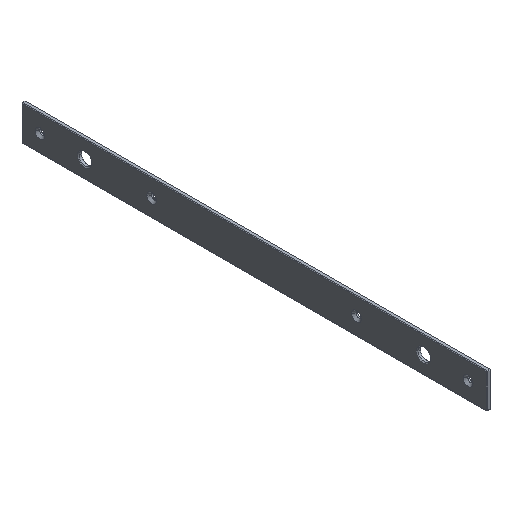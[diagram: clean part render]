
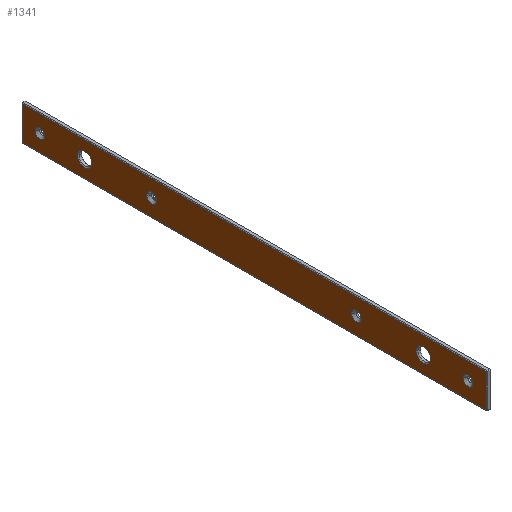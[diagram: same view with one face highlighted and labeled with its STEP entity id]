
A CAD part, isometric view. The second image highlights one B-rep face of the part: STEP entity #1341.
In plain terms, the highlighted planar face has unit normal (-1, 0, 0).
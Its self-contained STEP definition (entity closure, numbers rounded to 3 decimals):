
#133=CARTESIAN_POINT('',(-278.,216.5,-140.));
#134=DIRECTION('',(1.,0.,0.));
#135=DIRECTION('',(0.,-1.,0.));
#136=AXIS2_PLACEMENT_3D('',#133,#134,#135);
#141=CARTESIAN_POINT('',(-278.,216.5,-140.));
#142=DIRECTION('',(1.,0.,0.));
#143=DIRECTION('',(0.,0.,1.));
#144=AXIS2_PLACEMENT_3D('',#141,#142,#143);
#149=CARTESIAN_POINT('',(-278.,216.5,-140.));
#150=DIRECTION('',(1.,0.,0.));
#151=DIRECTION('',(0.,1.,0.));
#152=AXIS2_PLACEMENT_3D('',#149,#150,#151);
#157=CARTESIAN_POINT('',(-278.,216.5,-140.));
#158=DIRECTION('',(1.,0.,0.));
#159=DIRECTION('',(0.,0.,-1.));
#160=AXIS2_PLACEMENT_3D('',#157,#158,#159);
#165=CARTESIAN_POINT('',(-278.,-216.5,-140.));
#166=DIRECTION('',(1.,0.,0.));
#167=DIRECTION('',(0.,-1.,0.));
#168=AXIS2_PLACEMENT_3D('',#165,#166,#167);
#173=CARTESIAN_POINT('',(-278.,-216.5,-140.));
#174=DIRECTION('',(1.,0.,0.));
#175=DIRECTION('',(0.,0.,1.));
#176=AXIS2_PLACEMENT_3D('',#173,#174,#175);
#181=CARTESIAN_POINT('',(-278.,-216.5,-140.));
#182=DIRECTION('',(1.,0.,0.));
#183=DIRECTION('',(0.,1.,0.));
#184=AXIS2_PLACEMENT_3D('',#181,#182,#183);
#189=CARTESIAN_POINT('',(-278.,-216.5,-140.));
#190=DIRECTION('',(1.,0.,0.));
#191=DIRECTION('',(0.,0.,-1.));
#192=AXIS2_PLACEMENT_3D('',#189,#190,#191);
#197=CARTESIAN_POINT('',(-278.,273.5,-140.));
#198=DIRECTION('',(1.,0.,0.));
#199=DIRECTION('',(0.,1.,0.));
#200=AXIS2_PLACEMENT_3D('',#197,#198,#199);
#205=CARTESIAN_POINT('',(-278.,273.5,-140.));
#206=DIRECTION('',(1.,0.,0.));
#207=DIRECTION('',(0.,-1.,0.));
#208=AXIS2_PLACEMENT_3D('',#205,#206,#207);
#213=CARTESIAN_POINT('',(-278.,-273.5,-140.));
#214=DIRECTION('',(1.,0.,0.));
#215=DIRECTION('',(0.,1.,0.));
#216=AXIS2_PLACEMENT_3D('',#213,#214,#215);
#221=CARTESIAN_POINT('',(-278.,-273.5,-140.));
#222=DIRECTION('',(1.,0.,0.));
#223=DIRECTION('',(0.,-1.,0.));
#224=AXIS2_PLACEMENT_3D('',#221,#222,#223);
#229=CARTESIAN_POINT('',(-278.,130.75,-140.));
#230=DIRECTION('',(1.,0.,0.));
#231=DIRECTION('',(0.,1.,0.));
#232=AXIS2_PLACEMENT_3D('',#229,#230,#231);
#237=CARTESIAN_POINT('',(-278.,130.75,-140.));
#238=DIRECTION('',(1.,0.,0.));
#239=DIRECTION('',(0.,-1.,0.));
#240=AXIS2_PLACEMENT_3D('',#237,#238,#239);
#245=CARTESIAN_POINT('',(-278.,-130.75,-140.));
#246=DIRECTION('',(1.,0.,0.));
#247=DIRECTION('',(0.,1.,0.));
#248=AXIS2_PLACEMENT_3D('',#245,#246,#247);
#253=CARTESIAN_POINT('',(-278.,-130.75,-140.));
#254=DIRECTION('',(1.,0.,0.));
#255=DIRECTION('',(0.,-1.,0.));
#256=AXIS2_PLACEMENT_3D('',#253,#254,#255);
#261=DIRECTION('',(0.,0.,-1.));
#262=VECTOR('',#261,43.);
#263=CARTESIAN_POINT('',(-278.,-296.5,-118.5));
#264=LINE('',#263,#262);
#303=DIRECTION('',(0.,1.,0.));
#304=VECTOR('',#303,593.);
#305=CARTESIAN_POINT('',(-278.,-296.5,-161.5));
#306=LINE('',#305,#304);
#345=DIRECTION('',(0.,0.,1.));
#346=VECTOR('',#345,43.);
#347=CARTESIAN_POINT('',(-278.,296.5,-161.5));
#348=LINE('',#347,#346);
#506=DIRECTION('',(0.,-1.,0.));
#507=VECTOR('',#506,593.);
#508=CARTESIAN_POINT('',(-278.,296.5,-118.5));
#509=LINE('',#508,#507);
#1125=CARTESIAN_POINT('',(-278.,-296.5,-118.5));
#1126=VERTEX_POINT('',#1125);
#1129=CARTESIAN_POINT('',(-278.,296.5,-118.5));
#1131=VERTEX_POINT('',#1129);
#1133=CARTESIAN_POINT('',(-278.,-296.5,-161.5));
#1134=VERTEX_POINT('',#1133);
#1141=CARTESIAN_POINT('',(-278.,296.5,-161.5));
#1142=VERTEX_POINT('',#1141);
#1146=CARTESIAN_POINT('',(-278.,-216.5,-131.));
#1148=VERTEX_POINT('',#1146);
#1150=CARTESIAN_POINT('',(-278.,-216.5,-149.));
#1152=VERTEX_POINT('',#1150);
#1153=CARTESIAN_POINT('',(-278.,-207.5,-140.));
#1154=VERTEX_POINT('',#1153);
#1155=CARTESIAN_POINT('',(-278.,-225.5,-140.));
#1156=VERTEX_POINT('',#1155);
#1182=CARTESIAN_POINT('',(-278.,216.5,-131.));
#1184=VERTEX_POINT('',#1182);
#1186=CARTESIAN_POINT('',(-278.,216.5,-149.));
#1188=VERTEX_POINT('',#1186);
#1189=CARTESIAN_POINT('',(-278.,225.5,-140.));
#1190=VERTEX_POINT('',#1189);
#1191=CARTESIAN_POINT('',(-278.,207.5,-140.));
#1192=VERTEX_POINT('',#1191);
#1217=CARTESIAN_POINT('',(-278.,279.8,-140.));
#1218=VERTEX_POINT('',#1217);
#1219=CARTESIAN_POINT('',(-278.,267.2,-140.));
#1220=VERTEX_POINT('',#1219);
#1229=CARTESIAN_POINT('',(-278.,-267.2,-140.));
#1230=VERTEX_POINT('',#1229);
#1231=CARTESIAN_POINT('',(-278.,-279.8,-140.));
#1232=VERTEX_POINT('',#1231);
#1241=CARTESIAN_POINT('',(-278.,137.05,-140.));
#1242=VERTEX_POINT('',#1241);
#1243=CARTESIAN_POINT('',(-278.,124.45,-140.));
#1244=VERTEX_POINT('',#1243);
#1253=CARTESIAN_POINT('',(-278.,-124.45,-140.));
#1254=VERTEX_POINT('',#1253);
#1255=CARTESIAN_POINT('',(-278.,-137.05,-140.));
#1256=VERTEX_POINT('',#1255);
#1284=CARTESIAN_POINT('',(-278.,2.,-6.));
#1285=DIRECTION('',(-1.,0.,0.));
#1286=DIRECTION('',(0.,0.,-1.));
#1287=AXIS2_PLACEMENT_3D('',#1284,#1285,#1286);
#1288=PLANE('',#1287);
#1290=ORIENTED_EDGE('',*,*,#1289,.T.);
#1292=ORIENTED_EDGE('',*,*,#1291,.T.);
#1294=ORIENTED_EDGE('',*,*,#1293,.T.);
#1296=ORIENTED_EDGE('',*,*,#1295,.T.);
#1297=EDGE_LOOP('',(#1290,#1292,#1294,#1296));
#1298=FACE_OUTER_BOUND('',#1297,.F.);
#1300=ORIENTED_EDGE('',*,*,#1299,.F.);
#1302=ORIENTED_EDGE('',*,*,#1301,.F.);
#1304=ORIENTED_EDGE('',*,*,#1303,.F.);
#1306=ORIENTED_EDGE('',*,*,#1305,.F.);
#1307=EDGE_LOOP('',(#1300,#1302,#1304,#1306));
#1308=FACE_BOUND('',#1307,.F.);
#1310=ORIENTED_EDGE('',*,*,#1309,.F.);
#1312=ORIENTED_EDGE('',*,*,#1311,.F.);
#1313=ORIENTED_EDGE('',*,*,#1262,.F.);
#1314=ORIENTED_EDGE('',*,*,#1272,.F.);
#1315=EDGE_LOOP('',(#1310,#1312,#1313,#1314));
#1316=FACE_BOUND('',#1315,.F.);
#1318=ORIENTED_EDGE('',*,*,#1317,.F.);
#1320=ORIENTED_EDGE('',*,*,#1319,.F.);
#1321=EDGE_LOOP('',(#1318,#1320));
#1322=FACE_BOUND('',#1321,.F.);
#1324=ORIENTED_EDGE('',*,*,#1323,.F.);
#1326=ORIENTED_EDGE('',*,*,#1325,.F.);
#1327=EDGE_LOOP('',(#1324,#1326));
#1328=FACE_BOUND('',#1327,.F.);
#1330=ORIENTED_EDGE('',*,*,#1329,.F.);
#1332=ORIENTED_EDGE('',*,*,#1331,.F.);
#1333=EDGE_LOOP('',(#1330,#1332));
#1334=FACE_BOUND('',#1333,.F.);
#1336=ORIENTED_EDGE('',*,*,#1335,.F.);
#1338=ORIENTED_EDGE('',*,*,#1337,.F.);
#1339=EDGE_LOOP('',(#1336,#1338));
#1340=FACE_BOUND('',#1339,.F.);
#137=CIRCLE('',#136,9.);
#145=CIRCLE('',#144,9.);
#153=CIRCLE('',#152,9.);
#161=CIRCLE('',#160,9.);
#169=CIRCLE('',#168,9.);
#177=CIRCLE('',#176,9.);
#185=CIRCLE('',#184,9.);
#193=CIRCLE('',#192,9.);
#201=CIRCLE('',#200,6.3);
#209=CIRCLE('',#208,6.3);
#217=CIRCLE('',#216,6.3);
#225=CIRCLE('',#224,6.3);
#233=CIRCLE('',#232,6.3);
#241=CIRCLE('',#240,6.3);
#249=CIRCLE('',#248,6.3);
#257=CIRCLE('',#256,6.3);
#1262=EDGE_CURVE('',#1154,#1148,#185,.T.);
#1272=EDGE_CURVE('',#1152,#1154,#193,.T.);
#1289=EDGE_CURVE('',#1126,#1134,#264,.T.);
#1291=EDGE_CURVE('',#1134,#1142,#306,.T.);
#1293=EDGE_CURVE('',#1142,#1131,#348,.T.);
#1295=EDGE_CURVE('',#1131,#1126,#509,.T.);
#1299=EDGE_CURVE('',#1192,#1188,#137,.T.);
#1301=EDGE_CURVE('',#1184,#1192,#145,.T.);
#1303=EDGE_CURVE('',#1190,#1184,#153,.T.);
#1305=EDGE_CURVE('',#1188,#1190,#161,.T.);
#1309=EDGE_CURVE('',#1156,#1152,#169,.T.);
#1311=EDGE_CURVE('',#1148,#1156,#177,.T.);
#1317=EDGE_CURVE('',#1218,#1220,#201,.T.);
#1319=EDGE_CURVE('',#1220,#1218,#209,.T.);
#1323=EDGE_CURVE('',#1230,#1232,#217,.T.);
#1325=EDGE_CURVE('',#1232,#1230,#225,.T.);
#1329=EDGE_CURVE('',#1242,#1244,#233,.T.);
#1331=EDGE_CURVE('',#1244,#1242,#241,.T.);
#1335=EDGE_CURVE('',#1254,#1256,#249,.T.);
#1337=EDGE_CURVE('',#1256,#1254,#257,.T.);
#1341=ADVANCED_FACE('',(#1298,#1308,#1316,#1322,#1328,#1334,#1340),#1288,.T.);
